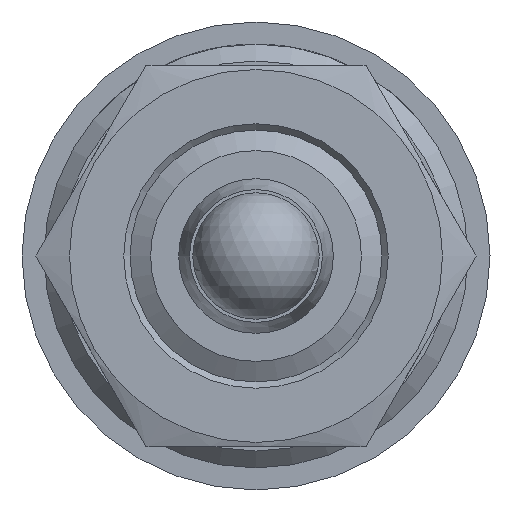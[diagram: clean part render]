
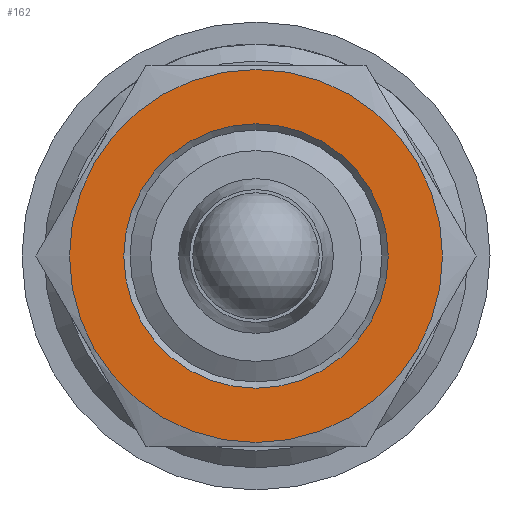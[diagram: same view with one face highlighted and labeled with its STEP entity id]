
A CAD part, left-side view. The second image highlights one B-rep face of the part: STEP entity #162.
In plain terms, the highlighted planar face has unit normal (-1, 0, 0).
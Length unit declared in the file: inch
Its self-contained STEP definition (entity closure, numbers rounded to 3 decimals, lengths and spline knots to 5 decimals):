
#100=CARTESIAN_POINT('',(-2.09345,0.,0.195));
#101=VERTEX_POINT('',#100);
#102=CARTESIAN_POINT('',(-2.09345,0.,0.));
#103=DIRECTION('',(-1.0,0.0,0.0));
#104=DIRECTION('',(0.0,0.0,-1.0));
#105=AXIS2_PLACEMENT_3D('',#102,#103,#104);
#106=CIRCLE('',#105,0.195);
#107=EDGE_CURVE('',#101,#101,#106,.T.);
#143=CARTESIAN_POINT('',(-2.09345,0.1375,0.));
#144=DIRECTION('',(-1.0,0.0,0.0));
#145=DIRECTION('',(0.0,0.0,1.0));
#146=AXIS2_PLACEMENT_3D('',#143,#144,#145);
#147=PLANE('',#146);
#148=CARTESIAN_POINT('',(-2.09345,0.275,0.));
#149=VERTEX_POINT('',#148);
#150=CARTESIAN_POINT('',(-2.09345,0.,0.));
#151=DIRECTION('',(1.0,0.0,0.0));
#152=DIRECTION('',(0.0,1.0,0.0));
#153=AXIS2_PLACEMENT_3D('',#150,#151,#152);
#154=CIRCLE('',#153,0.275);
#155=EDGE_CURVE('',#149,#149,#154,.T.);
#156=ORIENTED_EDGE('',*,*,#155,.F.);
#157=EDGE_LOOP('',(#156));
#158=FACE_OUTER_BOUND('',#157,.T.);
#159=ORIENTED_EDGE('',*,*,#107,.F.);
#160=EDGE_LOOP('',(#159));
#161=FACE_BOUND('',#160,.T.);
#162=ADVANCED_FACE('',(#158,#161),#147,.T.);
